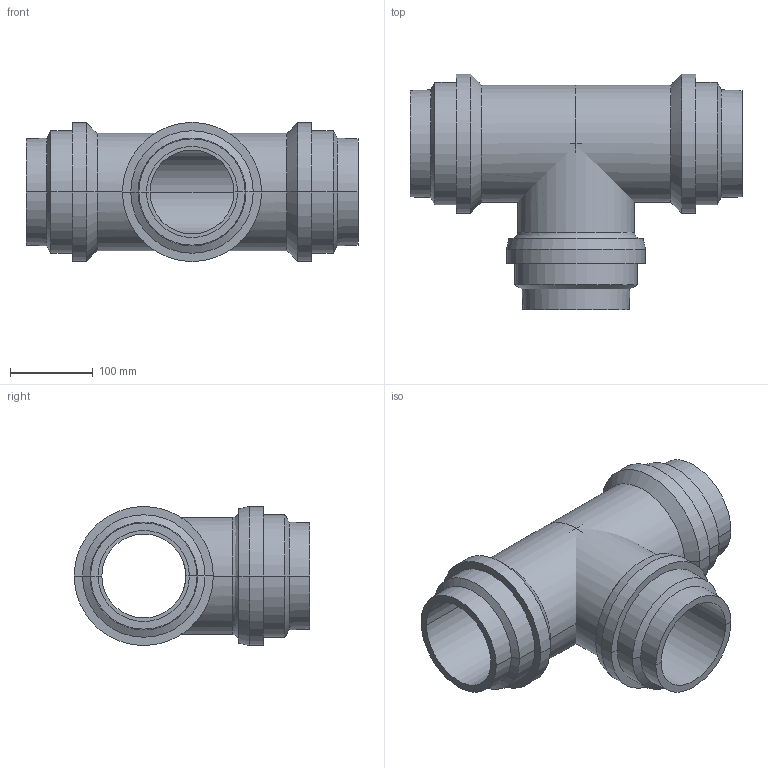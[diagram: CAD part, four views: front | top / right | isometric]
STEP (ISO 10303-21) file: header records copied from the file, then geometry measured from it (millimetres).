
FILE_DESCRIPTION(/* description */ (''),/* implementation_level */ '2;1');
FILE_NAME(/* name */ 'Plumbing_Joints_Aignep_Tee-Connector-90230-80-110-168-3DView-Preview',/* time_stamp */ '2025-08-20T22:17:10+03:00',/* author */ (''),/* organization */ (''),/* preprocessor_version */ 'ST-DEVELOPER v20',/* originating_system */ '',/* authorisation */ '');
FILE_SCHEMA (('AP242_MANAGED_MODEL_BASED_3D_ENGINEERING_MIM_LF { 1 0 10303 442 1 1 4 }'));
Length unit declared in the file: millimetre
Products named in the file (12): TopLevelAssembly; Joined Solid Geometry; Joined Solid Geometry_1; Model Lines; Model Lines_1; Model Lines_2; Model Lines_3; Model Lines_4; Model Lines_5; Model Lines_6; Model Lines_7; Model Lines_8
Assembly tree (11 placements, depth 2):
  TopLevelAssembly
    Joined Solid Geometry
    Joined Solid Geometry_1
    Model Lines
    Model Lines_1
    Model Lines_2
    Model Lines_3
    Model Lines_4
    Model Lines_5
    Model Lines_6
    Model Lines_7
    Model Lines_8
Bounding box: 401 x 284.5 x 168 mm (x, y, z)
Volume: 4010293.3 mm3; surface area: 496696.2 mm2
Topology: 2 solids, 2 shells, 74 faces, 166 edges, 99 vertices
Faces by surface type: cylinder 32, plane 22, bspline 20
Entity records: 2733 total; most frequent: CARTESIAN_POINT 859, DIRECTION 376, ORIENTED_EDGE 314, EDGE_CURVE 157, AXIS2_PLACEMENT_3D 147, LINE 82, VECTOR 82, VERTEX_POINT 81
